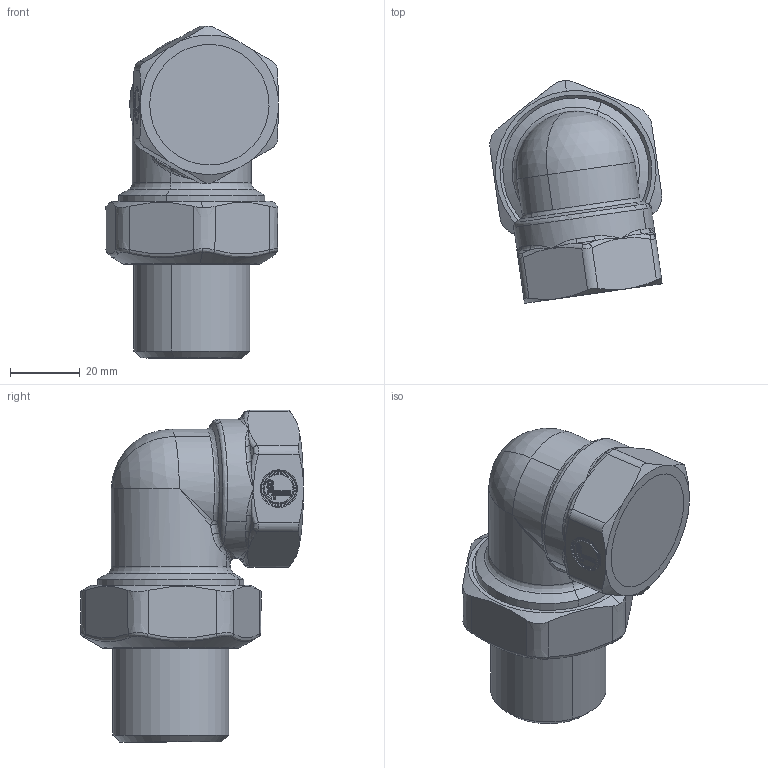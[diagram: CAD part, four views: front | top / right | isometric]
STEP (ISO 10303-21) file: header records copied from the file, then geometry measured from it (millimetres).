
FILE_DESCRIPTION(('CATIA V5 STEP Exchange','CAx-IF Rec.Pracs.--- Model Styling and Organization---1.4--- 2014-01-23','CAx-IF Rec.Pracs.---3D Tessellated Data Validation Properties---0.5---2014-09-14'),'2;1');
FILE_NAME('STEP_588160_-_TST.stp','2021-03-22T09:55:06+00:00',('none'),('none'),'CATIA Version 5-6 Release 2019 SP3','CATIA V5 STEP AP242 v1','none');
FILE_SCHEMA(('AP242_MANAGED_MODEL_BASED_3D_ENGINEERING_MIM_LF {1 0 10303 442 1 1 4}'));
Products named in the file (1): 588160 - TST
Bounding box: 49.34 x 63.79 x 95.01 mm (x, y, z)
Volume: 117868.1 mm3; surface area: 43128.3 mm2
Topology: 6 solids, 6 shells, 798 faces, 1833 edges, 980 vertices
Faces by surface type: bspline 419, cylinder 107, cone 74, sphere 73, plane 63, torus 58, revolution 4
Entity records: 42026 total; most frequent: CARTESIAN_POINT 28732, ORIENTED_EDGE 3504, EDGE_CURVE 1752, DIRECTION 1192, B_SPLINE_CURVE_WITH_KNOTS 1170, VERTEX_POINT 980, EDGE_LOOP 820, ADVANCED_FACE 798
